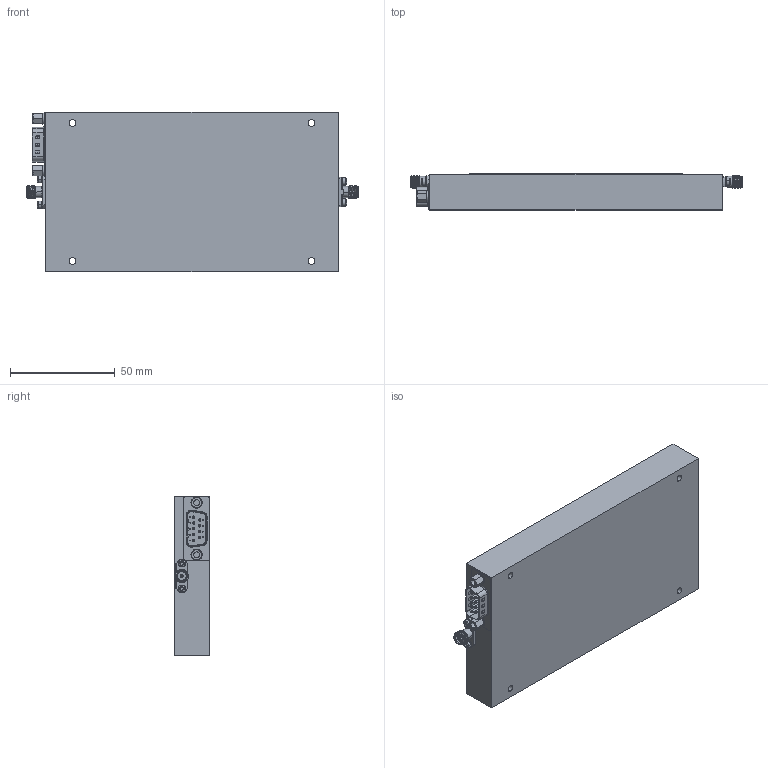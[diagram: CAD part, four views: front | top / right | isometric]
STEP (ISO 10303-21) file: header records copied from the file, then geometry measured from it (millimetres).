
FILE_DESCRIPTION (( 'STEP AP214' ), '1' );
FILE_NAME ('6SFB-1G20G-LP-AMP-SFF-MS.STEP', '2025-06-23T14:51:38', ( '' ), ( '' ), 'SwSTEP 2.0', 'SolidWorks 2024', '' );
FILE_SCHEMA (( 'AUTOMOTIVE_DESIGN' ));
Length unit declared in the file: inch
Products named in the file (1): 6SFB-1G20G-LP-AMP-SFF-MS
Bounding box: 158.75 x 17.14 x 76.2 mm (x, y, z)
Volume: 183868.5 mm3; surface area: 47715.8 mm2
Topology: 32 solids, 32 shells, 1624 faces, 5412 edges, 4148 vertices
Faces by surface type: plane 691, cylinder 424, bspline 228, torus 184, cone 64, sphere 33
Entity records: 102094 total; most frequent: CARTESIAN_POINT 34901, ORIENTED_EDGE 10730, DIRECTION 8075, EDGE_CURVE 5365, VERTEX_POINT 4130, AXIS2_PLACEMENT_3D 2703, LINE 2669, VECTOR 2669
